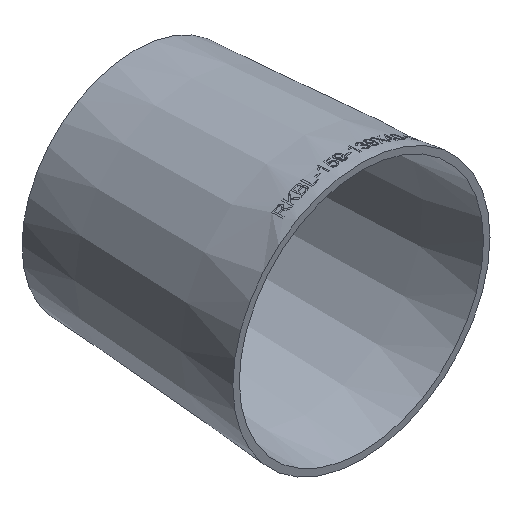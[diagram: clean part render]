
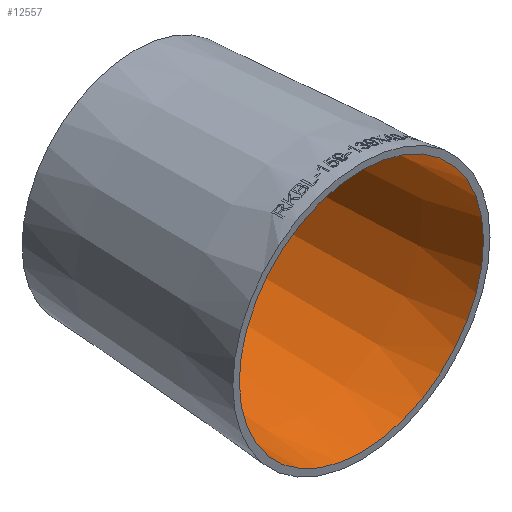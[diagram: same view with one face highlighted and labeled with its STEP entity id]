
A CAD part, isometric view. The second image highlights one B-rep face of the part: STEP entity #12557.
In plain terms, the highlighted conical face has half-angle 3.943 degrees and reference radius 75.49 mm.
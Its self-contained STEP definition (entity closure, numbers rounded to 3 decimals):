
#745 = EDGE_CURVE ( 'NONE', #2289, #2289, #10932, .T. ) ;
#2289 = VERTEX_POINT ( 'NONE', #22422 ) ;
#2399 = AXIS2_PLACEMENT_3D ( 'NONE', #2615, #7388, #9315 ) ;
#2615 = CARTESIAN_POINT ( 'NONE',  ( 0., 140., 0. ) ) ;
#4531 = CARTESIAN_POINT ( 'NONE',  ( 0., 0., -75.491 ) ) ;
#7054 = VERTEX_POINT ( 'NONE', #4531 ) ;
#7388 = DIRECTION ( 'NONE',  ( 0., -1., 0. ) ) ;
#9315 = DIRECTION ( 'NONE',  ( 0., 0., -1. ) ) ;
#10156 = DIRECTION ( 'NONE',  ( 0., 0., -1. ) ) ;
#10551 = EDGE_LOOP ( 'NONE', ( #12921 ) ) ;
#10932 = CIRCLE ( 'NONE', #2399, 65.841 ) ;
#12407 = CARTESIAN_POINT ( 'NONE',  ( 0., 0., 0. ) ) ;
#12557 = ADVANCED_FACE ( 'NONE', ( #19139, #16892 ), #25510, .F. ) ;
#12921 = ORIENTED_EDGE ( 'NONE', *, *, #745, .F. ) ;
#13335 = EDGE_CURVE ( 'NONE', #7054, #7054, #15057, .T. ) ;
#14202 = DIRECTION ( 'NONE',  ( 0., 0., -1. ) ) ;
#15057 = CIRCLE ( 'NONE', #23140, 75.491 ) ;
#16066 = ORIENTED_EDGE ( 'NONE', *, *, #13335, .T. ) ;
#16892 = FACE_OUTER_BOUND ( 'NONE', #17608, .T. ) ;
#17608 = EDGE_LOOP ( 'NONE', ( #16066 ) ) ;
#19117 = DIRECTION ( 'NONE',  ( 0., -1., 0. ) ) ;
#19139 = FACE_BOUND ( 'NONE', #10551, .T. ) ;
#21496 = CARTESIAN_POINT ( 'NONE',  ( 0., 0., 0. ) ) ;
#22422 = CARTESIAN_POINT ( 'NONE',  ( 0., 140., -65.841 ) ) ;
#23140 = AXIS2_PLACEMENT_3D ( 'NONE', #21496, #19117, #10156 ) ;
#25510 = CONICAL_SURFACE ( 'NONE', #25974, 75.491, 0.069 ) ;
#25531 = DIRECTION ( 'NONE',  ( 0., -1., 0. ) ) ;
#25974 = AXIS2_PLACEMENT_3D ( 'NONE', #12407, #25531, #14202 ) ;
